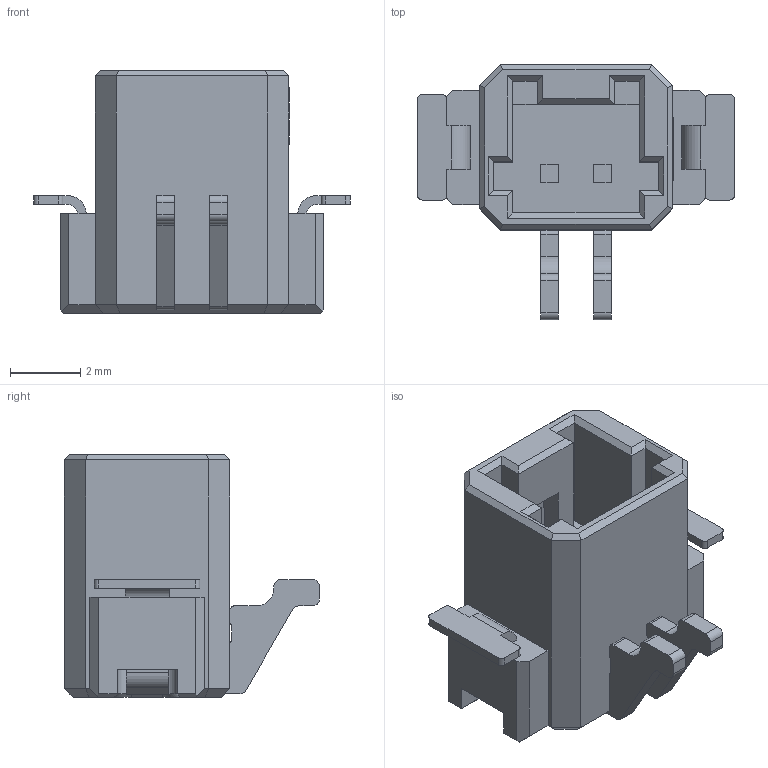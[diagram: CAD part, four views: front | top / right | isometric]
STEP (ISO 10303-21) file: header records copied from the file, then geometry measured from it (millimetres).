
FILE_DESCRIPTION((''),'2;1');
FILE_NAME('C-2106091-1','2010-02-15T',('workeradm'),(''),'PRO/ENGINEER BY PARAMETRIC TECHNOLOGY CORPORATION, 2008380','PRO/ENGINEER BY PARAMETRIC TECHNOLOGY CORPORATION, 2008380','');
FILE_SCHEMA(('AUTOMOTIVE_DESIGN { 1 0 10303 214 1 1 1 1 }'));
Length unit declared in the file: millimetre
Products named in the file (1): C-2106091-1
Bounding box: 9 x 7.25 x 6.9 mm (x, y, z)
Volume: 135.2 mm3; surface area: 338.7 mm2
Topology: 1 solids, 1 shells, 232 faces, 624 edges, 400 vertices
Faces by surface type: plane 190, cylinder 38, cone 4
Entity records: 9053 total; most frequent: CARTESIAN_POINT 1257, ORIENTED_EDGE 1248, DIRECTION 1168, PRESENTATION_STYLE_ASSIGNMENT 625, STYLED_ITEM 625, CURVE_STYLE 624, EDGE_CURVE 624, VECTOR 544
